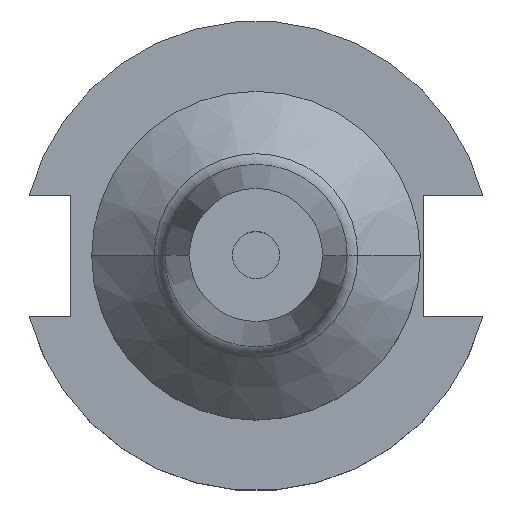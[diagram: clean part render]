
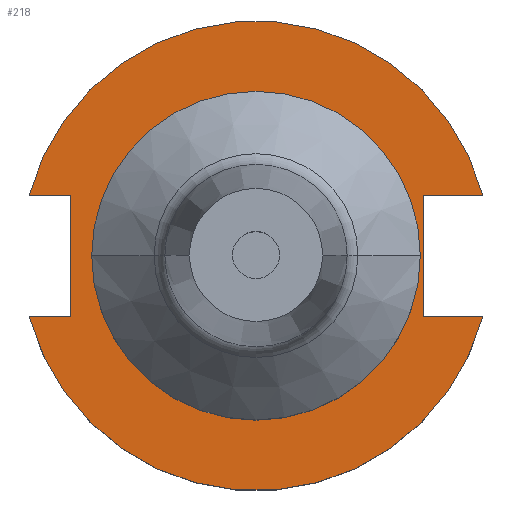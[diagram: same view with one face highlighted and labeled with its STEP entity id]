
A CAD part, top view. The second image highlights one B-rep face of the part: STEP entity #218.
In plain terms, the highlighted planar face has unit normal (0, 0, 1).
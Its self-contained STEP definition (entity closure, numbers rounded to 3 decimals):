
#3 = CARTESIAN_POINT ( 'NONE',  ( 22.606, 22.225, 19.05 ) ) ;
#15 = ORIENTED_EDGE ( 'NONE', *, *, #170, .T. ) ;
#37 = LINE ( 'NONE', #450, #1031 ) ;
#154 = LINE ( 'NONE', #971, #1148 ) ;
#160 = CARTESIAN_POINT ( 'NONE',  ( 22.225, 0., 19.05 ) ) ;
#170 = EDGE_CURVE ( 'NONE', #845, #1365, #1347, .T. ) ;
#185 = DIRECTION ( 'NONE',  ( -1., 0., 0. ) ) ;
#186 = VERTEX_POINT ( 'NONE', #1425 ) ;
#193 = DIRECTION ( 'NONE',  ( 1., 0., 0. ) ) ;
#218 = ADVANCED_FACE ( 'NONE', ( #942, #1607 ), #372, .F. ) ;
#242 = AXIS2_PLACEMENT_3D ( 'NONE', #750, #361, #492 ) ;
#244 = CARTESIAN_POINT ( 'NONE',  ( 0., -8.191, 19.05 ) ) ;
#252 = DIRECTION ( 'NONE',  ( 0., 0., -1. ) ) ;
#257 = CARTESIAN_POINT ( 'NONE',  ( -25.091, 8.191, 19.05 ) ) ;
#275 = CIRCLE ( 'NONE', #666, 22.225 ) ;
#300 = EDGE_CURVE ( 'NONE', #186, #766, #1149, .T. ) ;
#308 = EDGE_CURVE ( 'NONE', #1082, #661, #763, .T. ) ;
#314 = VECTOR ( 'NONE', #1297, 1000. ) ;
#322 = CARTESIAN_POINT ( 'NONE',  ( 0., 0., 19.05 ) ) ;
#340 = EDGE_LOOP ( 'NONE', ( #850, #1433, #960, #890, #15, #503, #771, #1578 ) ) ;
#350 = CIRCLE ( 'NONE', #242, 31.75 ) ;
#353 = VECTOR ( 'NONE', #1292, 1000. ) ;
#361 = DIRECTION ( 'NONE',  ( 0., 0., 1. ) ) ;
#372 = PLANE ( 'NONE',  #624 ) ;
#402 = DIRECTION ( 'NONE',  ( 1., 0., 0. ) ) ;
#406 = VECTOR ( 'NONE', #402, 1000. ) ;
#434 = CARTESIAN_POINT ( 'NONE',  ( -25.091, 8.191, 19.05 ) ) ;
#450 = CARTESIAN_POINT ( 'NONE',  ( -61.091, -8.191, 19.05 ) ) ;
#492 = DIRECTION ( 'NONE',  ( 1., 0., 0. ) ) ;
#497 = VECTOR ( 'NONE', #1215, 1000. ) ;
#503 = ORIENTED_EDGE ( 'NONE', *, *, #878, .F. ) ;
#537 = CIRCLE ( 'NONE', #1054, 31.75 ) ;
#587 = EDGE_LOOP ( 'NONE', ( #1576, #1508 ) ) ;
#624 = AXIS2_PLACEMENT_3D ( 'NONE', #770, #252, #1036 ) ;
#661 = VERTEX_POINT ( 'NONE', #257 ) ;
#665 = EDGE_CURVE ( 'NONE', #845, #1374, #696, .T. ) ;
#666 = AXIS2_PLACEMENT_3D ( 'NONE', #708, #982, #1193 ) ;
#677 = CARTESIAN_POINT ( 'NONE',  ( 30.675, 8.191, 19.05 ) ) ;
#696 = LINE ( 'NONE', #244, #353 ) ;
#708 = CARTESIAN_POINT ( 'NONE',  ( 0., 0., 19.05 ) ) ;
#750 = CARTESIAN_POINT ( 'NONE',  ( 0., 0., 19.05 ) ) ;
#763 = LINE ( 'NONE', #1274, #406 ) ;
#766 = VERTEX_POINT ( 'NONE', #160 ) ;
#770 = CARTESIAN_POINT ( 'NONE',  ( 0., 22.225, 19.05 ) ) ;
#771 = ORIENTED_EDGE ( 'NONE', *, *, #1460, .T. ) ;
#812 = VERTEX_POINT ( 'NONE', #677 ) ;
#832 = VERTEX_POINT ( 'NONE', #1079 ) ;
#838 = CARTESIAN_POINT ( 'NONE',  ( 30.675, -8.191, 19.05 ) ) ;
#845 = VERTEX_POINT ( 'NONE', #962 ) ;
#849 = LINE ( 'NONE', #434, #497 ) ;
#850 = ORIENTED_EDGE ( 'NONE', *, *, #1364, .T. ) ;
#878 = EDGE_CURVE ( 'NONE', #812, #1365, #154, .T. ) ;
#890 = ORIENTED_EDGE ( 'NONE', *, *, #665, .F. ) ;
#903 = AXIS2_PLACEMENT_3D ( 'NONE', #1224, #1605, #1348 ) ;
#942 = FACE_BOUND ( 'NONE', #587, .T. ) ;
#953 = EDGE_CURVE ( 'NONE', #1264, #832, #37, .T. ) ;
#960 = ORIENTED_EDGE ( 'NONE', *, *, #1306, .T. ) ;
#962 = CARTESIAN_POINT ( 'NONE',  ( 22.606, -8.191, 19.05 ) ) ;
#971 = CARTESIAN_POINT ( 'NONE',  ( 0., 8.191, 19.05 ) ) ;
#982 = DIRECTION ( 'NONE',  ( 0., 0., 1. ) ) ;
#1031 = VECTOR ( 'NONE', #1100, 1000. ) ;
#1036 = DIRECTION ( 'NONE',  ( -1., 0., 0. ) ) ;
#1054 = AXIS2_PLACEMENT_3D ( 'NONE', #322, #1099, #193 ) ;
#1079 = CARTESIAN_POINT ( 'NONE',  ( -25.091, -8.191, 19.05 ) ) ;
#1082 = VERTEX_POINT ( 'NONE', #1514 ) ;
#1099 = DIRECTION ( 'NONE',  ( 0., 0., 1. ) ) ;
#1100 = DIRECTION ( 'NONE',  ( 1., 0., 0. ) ) ;
#1148 = VECTOR ( 'NONE', #185, 1000. ) ;
#1149 = CIRCLE ( 'NONE', #903, 22.225 ) ;
#1193 = DIRECTION ( 'NONE',  ( 1., 0., 0. ) ) ;
#1215 = DIRECTION ( 'NONE',  ( 0., -1., 0. ) ) ;
#1224 = CARTESIAN_POINT ( 'NONE',  ( 0., 0., 19.05 ) ) ;
#1264 = VERTEX_POINT ( 'NONE', #1619 ) ;
#1274 = CARTESIAN_POINT ( 'NONE',  ( -61.091, 8.191, 19.05 ) ) ;
#1292 = DIRECTION ( 'NONE',  ( 1., 0., 0. ) ) ;
#1297 = DIRECTION ( 'NONE',  ( 0., 1., 0. ) ) ;
#1306 = EDGE_CURVE ( 'NONE', #1264, #1374, #537, .T. ) ;
#1347 = LINE ( 'NONE', #3, #314 ) ;
#1348 = DIRECTION ( 'NONE',  ( 1., 0., 0. ) ) ;
#1364 = EDGE_CURVE ( 'NONE', #661, #832, #849, .T. ) ;
#1365 = VERTEX_POINT ( 'NONE', #1465 ) ;
#1374 = VERTEX_POINT ( 'NONE', #838 ) ;
#1425 = CARTESIAN_POINT ( 'NONE',  ( -22.225, 0., 19.05 ) ) ;
#1433 = ORIENTED_EDGE ( 'NONE', *, *, #953, .F. ) ;
#1460 = EDGE_CURVE ( 'NONE', #812, #1082, #350, .T. ) ;
#1465 = CARTESIAN_POINT ( 'NONE',  ( 22.606, 8.191, 19.05 ) ) ;
#1504 = EDGE_CURVE ( 'NONE', #766, #186, #275, .T. ) ;
#1508 = ORIENTED_EDGE ( 'NONE', *, *, #300, .F. ) ;
#1514 = CARTESIAN_POINT ( 'NONE',  ( -30.675, 8.191, 19.05 ) ) ;
#1576 = ORIENTED_EDGE ( 'NONE', *, *, #1504, .F. ) ;
#1578 = ORIENTED_EDGE ( 'NONE', *, *, #308, .T. ) ;
#1605 = DIRECTION ( 'NONE',  ( 0., 0., 1. ) ) ;
#1607 = FACE_OUTER_BOUND ( 'NONE', #340, .T. ) ;
#1619 = CARTESIAN_POINT ( 'NONE',  ( -30.675, -8.191, 19.05 ) ) ;
